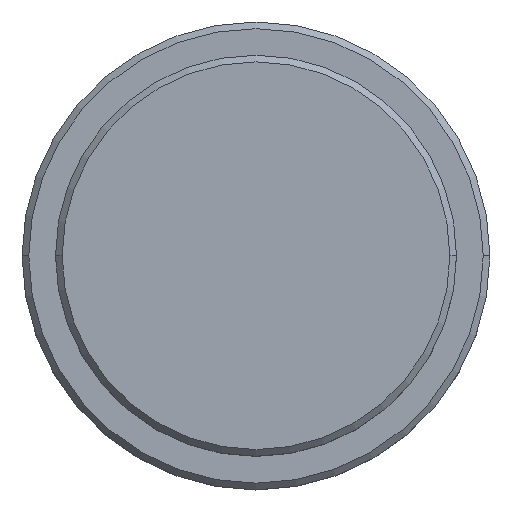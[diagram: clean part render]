
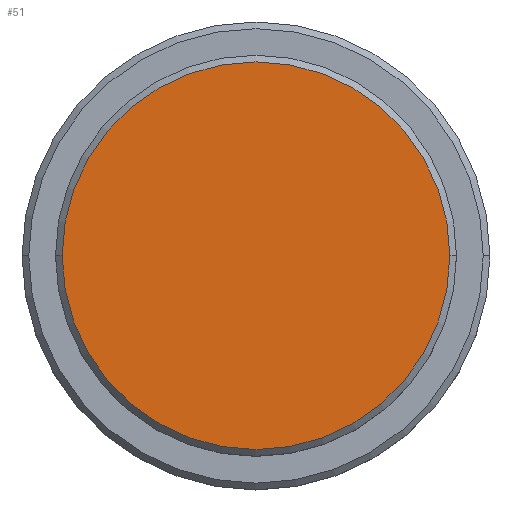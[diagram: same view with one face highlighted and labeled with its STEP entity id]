
A CAD part, top view. The second image highlights one B-rep face of the part: STEP entity #51.
In plain terms, the highlighted planar face has unit normal (0, 0, 1).
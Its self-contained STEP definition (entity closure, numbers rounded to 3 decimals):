
#32 = DIRECTION ( 'NONE',  ( 0., 0., 1. ) ) ;
#51 = ADVANCED_FACE ( 'NONE', ( #1185 ), #238, .T. ) ;
#156 = AXIS2_PLACEMENT_3D ( 'NONE', #1090, #1188, #1080 ) ;
#202 = AXIS2_PLACEMENT_3D ( 'NONE', #1342, #32, #366 ) ;
#227 = AXIS2_PLACEMENT_3D ( 'NONE', #530, #1311, #967 ) ;
#238 = PLANE ( 'NONE',  #227 ) ;
#286 = VERTEX_POINT ( 'NONE', #1305 ) ;
#366 = DIRECTION ( 'NONE',  ( 1., 0., 0. ) ) ;
#472 = EDGE_LOOP ( 'NONE', ( #893, #964 ) ) ;
#530 = CARTESIAN_POINT ( 'NONE',  ( 0., 0., 0. ) ) ;
#717 = EDGE_CURVE ( 'NONE', #1099, #286, #1021, .T. ) ;
#893 = ORIENTED_EDGE ( 'NONE', *, *, #919, .T. ) ;
#919 = EDGE_CURVE ( 'NONE', #286, #1099, #1156, .T. ) ;
#964 = ORIENTED_EDGE ( 'NONE', *, *, #717, .T. ) ;
#967 = DIRECTION ( 'NONE',  ( 1., 0., 0. ) ) ;
#1021 = CIRCLE ( 'NONE', #202, 14.5 ) ;
#1080 = DIRECTION ( 'NONE',  ( 1., 0., 0. ) ) ;
#1090 = CARTESIAN_POINT ( 'NONE',  ( 0., 0., 0. ) ) ;
#1099 = VERTEX_POINT ( 'NONE', #1333 ) ;
#1156 = CIRCLE ( 'NONE', #156, 14.5 ) ;
#1185 = FACE_OUTER_BOUND ( 'NONE', #472, .T. ) ;
#1188 = DIRECTION ( 'NONE',  ( 0., 0., 1. ) ) ;
#1305 = CARTESIAN_POINT ( 'NONE',  ( -14.5, 0., 0. ) ) ;
#1311 = DIRECTION ( 'NONE',  ( 0., 0., 1. ) ) ;
#1333 = CARTESIAN_POINT ( 'NONE',  ( 14.5, 0., 0. ) ) ;
#1342 = CARTESIAN_POINT ( 'NONE',  ( 0., 0., 0. ) ) ;
